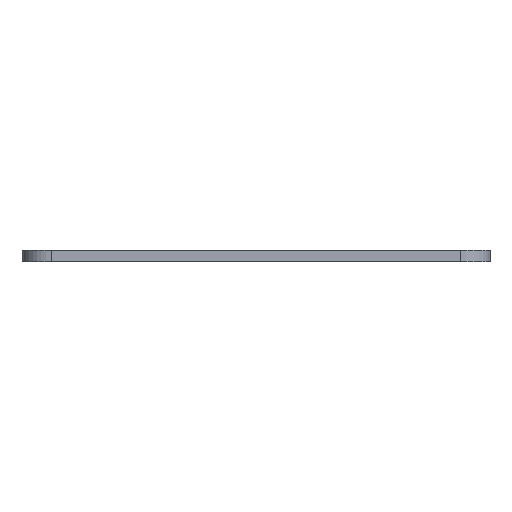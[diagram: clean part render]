
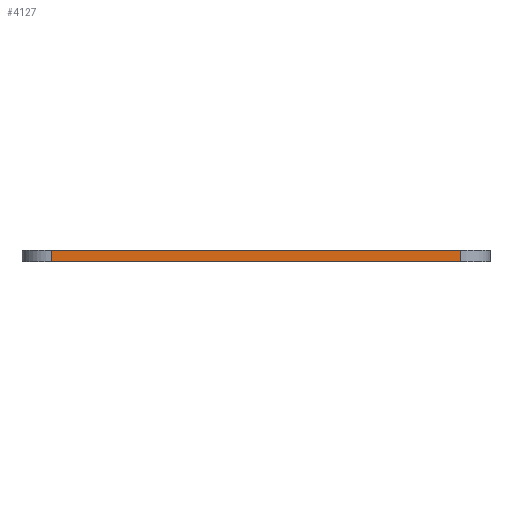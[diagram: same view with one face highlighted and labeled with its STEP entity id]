
A CAD part, left-side view. The second image highlights one B-rep face of the part: STEP entity #4127.
In plain terms, the highlighted planar face has unit normal (-1, 0, 0).
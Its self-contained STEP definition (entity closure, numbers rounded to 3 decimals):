
#146 = VERTEX_POINT('',#147);
#147 = CARTESIAN_POINT('',(32.,-60.,0.));
#154 = EDGE_CURVE('',#155,#146,#157,.T.);
#155 = VERTEX_POINT('',#156);
#156 = CARTESIAN_POINT('',(32.,-115.5,0.));
#157 = LINE('',#158,#159);
#158 = CARTESIAN_POINT('',(32.,-115.5,0.));
#159 = VECTOR('',#160,1.);
#160 = DIRECTION('',(0.,1.,0.));
#2123 = VERTEX_POINT('',#2124);
#2124 = CARTESIAN_POINT('',(32.,-60.,1.51));
#2131 = EDGE_CURVE('',#2132,#2123,#2134,.T.);
#2132 = VERTEX_POINT('',#2133);
#2133 = CARTESIAN_POINT('',(32.,-115.5,1.51));
#2134 = LINE('',#2135,#2136);
#2135 = CARTESIAN_POINT('',(32.,-115.5,1.51));
#2136 = VECTOR('',#2137,1.);
#2137 = DIRECTION('',(0.,1.,0.));
#4097 = EDGE_CURVE('',#146,#2123,#4098,.T.);
#4098 = LINE('',#4099,#4100);
#4099 = CARTESIAN_POINT('',(32.,-60.,0.));
#4100 = VECTOR('',#4101,1.);
#4101 = DIRECTION('',(0.,0.,1.));
#4127 = ADVANCED_FACE('',(#4128),#4139,.T.);
#4128 = FACE_BOUND('',#4129,.T.);
#4129 = EDGE_LOOP('',(#4130,#4136,#4137,#4138));
#4130 = ORIENTED_EDGE('',*,*,#4131,.T.);
#4131 = EDGE_CURVE('',#155,#2132,#4132,.T.);
#4132 = LINE('',#4133,#4134);
#4133 = CARTESIAN_POINT('',(32.,-115.5,0.));
#4134 = VECTOR('',#4135,1.);
#4135 = DIRECTION('',(0.,0.,1.));
#4136 = ORIENTED_EDGE('',*,*,#2131,.T.);
#4137 = ORIENTED_EDGE('',*,*,#4097,.F.);
#4138 = ORIENTED_EDGE('',*,*,#154,.F.);
#4139 = PLANE('',#4140);
#4140 = AXIS2_PLACEMENT_3D('',#4141,#4142,#4143);
#4141 = CARTESIAN_POINT('',(32.,-115.5,0.));
#4142 = DIRECTION('',(-1.,0.,0.));
#4143 = DIRECTION('',(0.,1.,0.));
